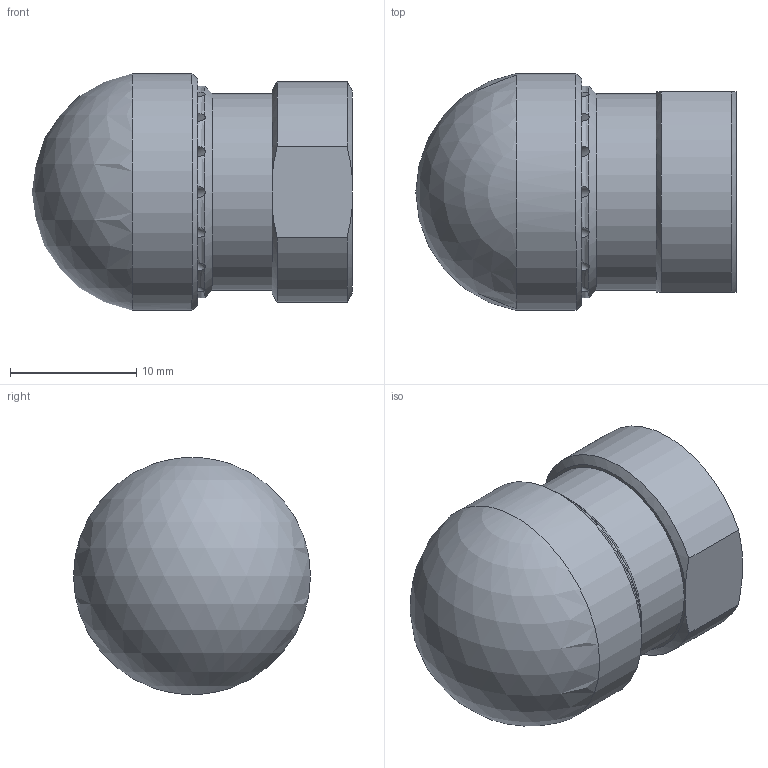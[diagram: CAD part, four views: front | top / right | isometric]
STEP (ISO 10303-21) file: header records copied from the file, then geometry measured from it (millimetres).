
FILE_DESCRIPTION(/* description */ (''),/* implementation_level */ '2;1');
FILE_NAME(/* name */ '1006SS.stp',/* time_stamp */ '2015-01-29T13:01:34-05:00',/* author */ ('Dan Preston'),/* organization */ (''),/* preprocessor_version */ 'ST-DEVELOPER v15.2',/* originating_system */ 'Autodesk Inventor 2014',/* authorisation */ '');
FILE_SCHEMA (('AUTOMOTIVE_DESIGN { 1 0 10303 214 3 1 1 }'));
Length unit declared in the file: inch
Products named in the file (1): 1006SS
Bounding box: 25.4 x 18.8 x 18.8 mm (x, y, z)
Volume: 3011.3 mm3; surface area: 2599.9 mm2
Topology: 1 solids, 1 shells, 67 faces, 240 edges, 159 vertices
Faces by surface type: cylinder 37, plane 20, cone 9, sphere 1
Full cylindrical faces by diameter (mm): 0.889 x16, 11.112 x1, 15.621 x1, 18.796 x1
Entity records: 3329 total; most frequent: CARTESIAN_POINT 1548, ORIENTED_EDGE 384, DIRECTION 336, EDGE_CURVE 192, AXIS2_PLACEMENT_3D 164, VERTEX_POINT 136, EDGE_LOOP 108, B_SPLINE_CURVE_WITH_KNOTS 80
